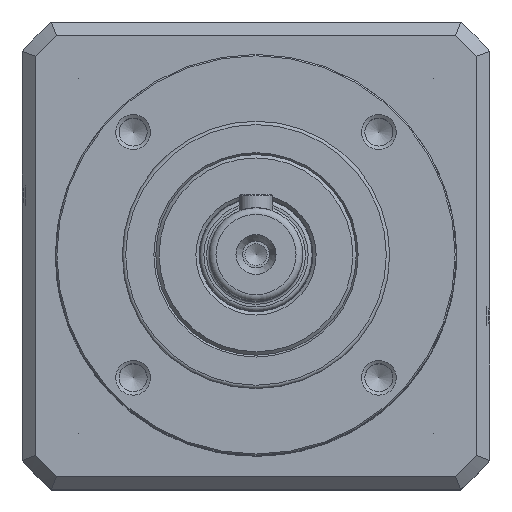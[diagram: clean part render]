
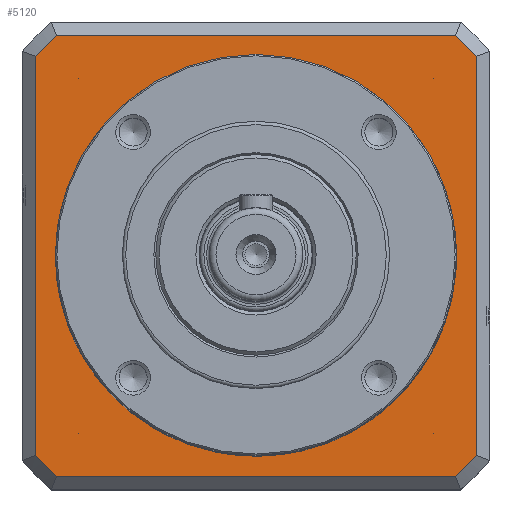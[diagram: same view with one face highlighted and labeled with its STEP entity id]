
A CAD part, top view. The second image highlights one B-rep face of the part: STEP entity #5120.
In plain terms, the highlighted planar face has unit normal (0, 0, 1).
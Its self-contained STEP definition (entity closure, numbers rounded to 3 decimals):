
#4975=CARTESIAN_POINT('',(-35.,-35.,-87.5));
#4976=DIRECTION('',(0.0,0.0,1.0));
#4977=DIRECTION('',(1.0,0.0,0.0));
#4978=AXIS2_PLACEMENT_3D('',#4975,#4976,#4977);
#4979=PLANE('',#4978);
#4980=CARTESIAN_POINT('',(29.854,33.,-87.5));
#4981=VERTEX_POINT('',#4980);
#4982=CARTESIAN_POINT('',(-29.854,33.,-87.5));
#4983=VERTEX_POINT('',#4982);
#4984=CARTESIAN_POINT('',(29.854,33.,-87.5));
#4985=DIRECTION('',(-1.0,0.0,0.0));
#4986=VECTOR('',#4985,59.708);
#4987=LINE('',#4984,#4986);
#4988=EDGE_CURVE('',#4981,#4983,#4987,.T.);
#4989=ORIENTED_EDGE('',*,*,#4988,.T.);
#4990=CARTESIAN_POINT('',(-33.,29.854,-87.5));
#4991=VERTEX_POINT('',#4990);
#4992=CARTESIAN_POINT('',(0.,0.,-87.5));
#4993=DIRECTION('',(0.0,0.0,1.0));
#4994=DIRECTION('',(1.0,0.0,0.0));
#4995=AXIS2_PLACEMENT_3D('',#4992,#4993,#4994);
#4996=CIRCLE('',#4995,44.5);
#4997=EDGE_CURVE('',#4983,#4991,#4996,.T.);
#4998=ORIENTED_EDGE('',*,*,#4997,.T.);
#4999=CARTESIAN_POINT('',(-33.,-29.854,-87.5));
#5000=VERTEX_POINT('',#4999);
#5001=CARTESIAN_POINT('',(-33.,29.854,-87.5));
#5002=DIRECTION('',(0.0,-1.0,0.0));
#5003=VECTOR('',#5002,59.708);
#5004=LINE('',#5001,#5003);
#5005=EDGE_CURVE('',#4991,#5000,#5004,.T.);
#5006=ORIENTED_EDGE('',*,*,#5005,.T.);
#5007=CARTESIAN_POINT('',(-29.854,-33.,-87.5));
#5008=VERTEX_POINT('',#5007);
#5009=CARTESIAN_POINT('',(0.,0.,-87.5));
#5010=DIRECTION('',(0.0,0.0,1.0));
#5011=DIRECTION('',(1.0,0.0,0.0));
#5012=AXIS2_PLACEMENT_3D('',#5009,#5010,#5011);
#5013=CIRCLE('',#5012,44.5);
#5014=EDGE_CURVE('',#5000,#5008,#5013,.T.);
#5015=ORIENTED_EDGE('',*,*,#5014,.T.);
#5016=CARTESIAN_POINT('',(29.854,-33.,-87.5));
#5017=VERTEX_POINT('',#5016);
#5018=CARTESIAN_POINT('',(-29.854,-33.,-87.5));
#5019=DIRECTION('',(1.0,0.0,0.0));
#5020=VECTOR('',#5019,59.708);
#5021=LINE('',#5018,#5020);
#5022=EDGE_CURVE('',#5008,#5017,#5021,.T.);
#5023=ORIENTED_EDGE('',*,*,#5022,.T.);
#5024=CARTESIAN_POINT('',(33.,-29.854,-87.5));
#5025=VERTEX_POINT('',#5024);
#5026=CARTESIAN_POINT('',(0.,0.,-87.5));
#5027=DIRECTION('',(0.0,0.0,1.0));
#5028=DIRECTION('',(1.0,0.0,0.0));
#5029=AXIS2_PLACEMENT_3D('',#5026,#5027,#5028);
#5030=CIRCLE('',#5029,44.5);
#5031=EDGE_CURVE('',#5017,#5025,#5030,.T.);
#5032=ORIENTED_EDGE('',*,*,#5031,.T.);
#5033=CARTESIAN_POINT('',(33.,29.854,-87.5));
#5034=VERTEX_POINT('',#5033);
#5035=CARTESIAN_POINT('',(33.,-29.854,-87.5));
#5036=DIRECTION('',(0.0,1.0,0.0));
#5037=VECTOR('',#5036,59.708);
#5038=LINE('',#5035,#5037);
#5039=EDGE_CURVE('',#5025,#5034,#5038,.T.);
#5040=ORIENTED_EDGE('',*,*,#5039,.T.);
#5041=CARTESIAN_POINT('',(0.,0.,-87.5));
#5042=DIRECTION('',(0.0,0.0,1.0));
#5043=DIRECTION('',(1.0,0.0,0.0));
#5044=AXIS2_PLACEMENT_3D('',#5041,#5042,#5043);
#5045=CIRCLE('',#5044,44.5);
#5046=EDGE_CURVE('',#5034,#4981,#5045,.T.);
#5047=ORIENTED_EDGE('',*,*,#5046,.T.);
#5048=EDGE_LOOP('',(#4989,#4998,#5006,#5015,#5023,#5032,#5040,#5047));
#5049=FACE_OUTER_BOUND('',#5048,.T.);
#5050=CARTESIAN_POINT('',(-22.,11.874,-87.5));
#5051=VERTEX_POINT('',#5050);
#5052=CARTESIAN_POINT('',(-22.,-11.874,-87.5));
#5053=VERTEX_POINT('',#5052);
#5054=CARTESIAN_POINT('',(-22.,11.874,-87.5));
#5055=DIRECTION('',(0.0,-1.0,0.0));
#5056=VECTOR('',#5055,23.749);
#5057=LINE('',#5054,#5056);
#5058=EDGE_CURVE('',#5051,#5053,#5057,.T.);
#5059=ORIENTED_EDGE('',*,*,#5058,.F.);
#5060=CARTESIAN_POINT('',(-11.874,22.,-87.5));
#5061=VERTEX_POINT('',#5060);
#5062=CARTESIAN_POINT('',(0.,0.,-87.5));
#5063=DIRECTION('',(0.0,0.0,1.0));
#5064=DIRECTION('',(1.0,0.0,0.0));
#5065=AXIS2_PLACEMENT_3D('',#5062,#5063,#5064);
#5066=CIRCLE('',#5065,25.0);
#5067=EDGE_CURVE('',#5061,#5051,#5066,.T.);
#5068=ORIENTED_EDGE('',*,*,#5067,.F.);
#5069=CARTESIAN_POINT('',(11.874,22.,-87.5));
#5070=VERTEX_POINT('',#5069);
#5071=CARTESIAN_POINT('',(11.874,22.,-87.5));
#5072=DIRECTION('',(-1.0,0.0,0.0));
#5073=VECTOR('',#5072,23.749);
#5074=LINE('',#5071,#5073);
#5075=EDGE_CURVE('',#5070,#5061,#5074,.T.);
#5076=ORIENTED_EDGE('',*,*,#5075,.F.);
#5077=CARTESIAN_POINT('',(22.,11.874,-87.5));
#5078=VERTEX_POINT('',#5077);
#5079=CARTESIAN_POINT('',(0.,0.,-87.5));
#5080=DIRECTION('',(0.0,0.0,1.0));
#5081=DIRECTION('',(1.0,0.0,0.0));
#5082=AXIS2_PLACEMENT_3D('',#5079,#5080,#5081);
#5083=CIRCLE('',#5082,25.0);
#5084=EDGE_CURVE('',#5078,#5070,#5083,.T.);
#5085=ORIENTED_EDGE('',*,*,#5084,.F.);
#5086=CARTESIAN_POINT('',(22.,-11.874,-87.5));
#5087=VERTEX_POINT('',#5086);
#5088=CARTESIAN_POINT('',(22.,-11.874,-87.5));
#5089=DIRECTION('',(0.0,1.0,0.0));
#5090=VECTOR('',#5089,23.749);
#5091=LINE('',#5088,#5090);
#5092=EDGE_CURVE('',#5087,#5078,#5091,.T.);
#5093=ORIENTED_EDGE('',*,*,#5092,.F.);
#5094=CARTESIAN_POINT('',(11.874,-22.,-87.5));
#5095=VERTEX_POINT('',#5094);
#5096=CARTESIAN_POINT('',(0.,0.,-87.5));
#5097=DIRECTION('',(0.0,0.0,1.0));
#5098=DIRECTION('',(1.0,0.0,0.0));
#5099=AXIS2_PLACEMENT_3D('',#5096,#5097,#5098);
#5100=CIRCLE('',#5099,25.0);
#5101=EDGE_CURVE('',#5095,#5087,#5100,.T.);
#5102=ORIENTED_EDGE('',*,*,#5101,.F.);
#5103=CARTESIAN_POINT('',(-11.874,-22.,-87.5));
#5104=VERTEX_POINT('',#5103);
#5105=CARTESIAN_POINT('',(-11.874,-22.,-87.5));
#5106=DIRECTION('',(1.0,0.0,0.0));
#5107=VECTOR('',#5106,23.749);
#5108=LINE('',#5105,#5107);
#5109=EDGE_CURVE('',#5104,#5095,#5108,.T.);
#5110=ORIENTED_EDGE('',*,*,#5109,.F.);
#5111=CARTESIAN_POINT('',(0.,0.,-87.5));
#5112=DIRECTION('',(0.0,0.0,1.0));
#5113=DIRECTION('',(1.0,0.0,0.0));
#5114=AXIS2_PLACEMENT_3D('',#5111,#5112,#5113);
#5115=CIRCLE('',#5114,25.0);
#5116=EDGE_CURVE('',#5053,#5104,#5115,.T.);
#5117=ORIENTED_EDGE('',*,*,#5116,.F.);
#5118=EDGE_LOOP('',(#5059,#5068,#5076,#5085,#5093,#5102,#5110,#5117));
#5119=FACE_BOUND('',#5118,.T.);
#5120=ADVANCED_FACE('',(#5049,#5119),#4979,.T.);
